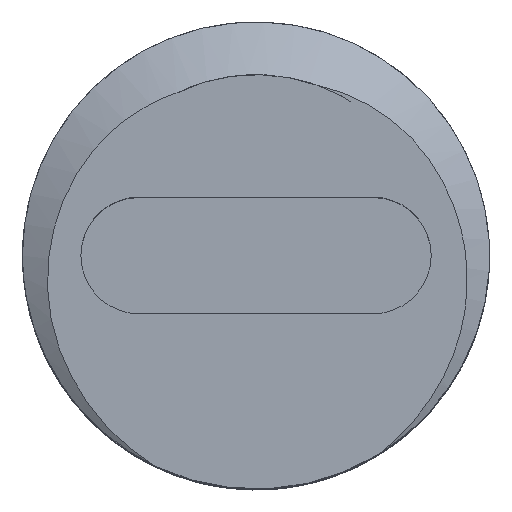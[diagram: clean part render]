
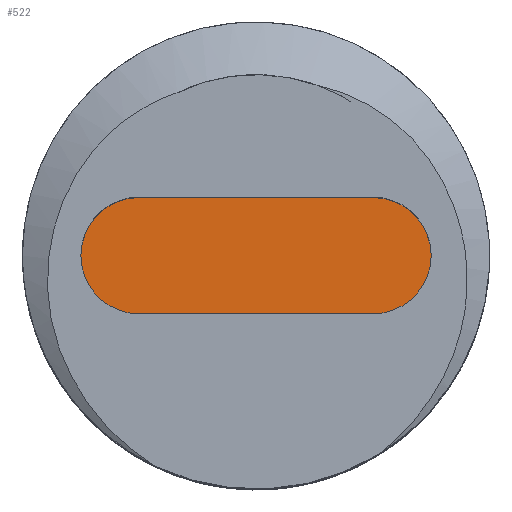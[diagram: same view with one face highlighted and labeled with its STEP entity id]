
A CAD part, top view. The second image highlights one B-rep face of the part: STEP entity #522.
In plain terms, the highlighted planar face has unit normal (0, 0, 1).
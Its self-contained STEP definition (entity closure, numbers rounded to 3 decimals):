
#21=PLANE('',#580);
#47=FACE_OUTER_BOUND('',#76,.T.);
#76=EDGE_LOOP('',(#412,#413,#414,#415));
#89=CIRCLE('',#575,0.5);
#91=CIRCLE('',#579,0.5);
#155=LINE('',#3866,#181);
#160=LINE('',#3879,#186);
#181=VECTOR('',#657,10.);
#186=VECTOR('',#670,10.);
#232=VERTEX_POINT('',#3863);
#233=VERTEX_POINT('',#3865);
#235=VERTEX_POINT('',#3871);
#237=VERTEX_POINT('',#3877);
#302=EDGE_CURVE('',#232,#233,#155,.T.);
#306=EDGE_CURVE('',#235,#232,#89,.T.);
#309=EDGE_CURVE('',#237,#235,#160,.T.);
#311=EDGE_CURVE('',#233,#237,#91,.T.);
#412=ORIENTED_EDGE('',*,*,#311,.F.);
#413=ORIENTED_EDGE('',*,*,#302,.F.);
#414=ORIENTED_EDGE('',*,*,#306,.F.);
#415=ORIENTED_EDGE('',*,*,#309,.F.);
#522=ADVANCED_FACE('',(#47),#21,.T.);
#575=AXIS2_PLACEMENT_3D('',#3873,#664,#665);
#579=AXIS2_PLACEMENT_3D('',#3882,#675,#676);
#580=AXIS2_PLACEMENT_3D('',#3883,#677,#678);
#657=DIRECTION('',(1.,0.,0.));
#664=DIRECTION('center_axis',(0.,0.,-1.));
#665=DIRECTION('ref_axis',(0.,1.,0.));
#670=DIRECTION('',(-1.,0.,0.));
#675=DIRECTION('center_axis',(0.,0.,-1.));
#676=DIRECTION('ref_axis',(0.,-1.,0.));
#677=DIRECTION('center_axis',(0.,0.,1.));
#678=DIRECTION('ref_axis',(1.,0.,0.));
#3863=CARTESIAN_POINT('',(-1.,0.5,-2.));
#3865=CARTESIAN_POINT('',(1.,0.5,-2.));
#3866=CARTESIAN_POINT('',(1.,0.5,-2.));
#3871=CARTESIAN_POINT('',(-1.,-0.5,-2.));
#3873=CARTESIAN_POINT('Origin',(-1.,0.,-2.));
#3877=CARTESIAN_POINT('',(1.,-0.5,-2.));
#3879=CARTESIAN_POINT('',(-1.,-0.5,-2.));
#3882=CARTESIAN_POINT('Origin',(1.,0.,-2.));
#3883=CARTESIAN_POINT('Origin',(0.,0.,-2.));
